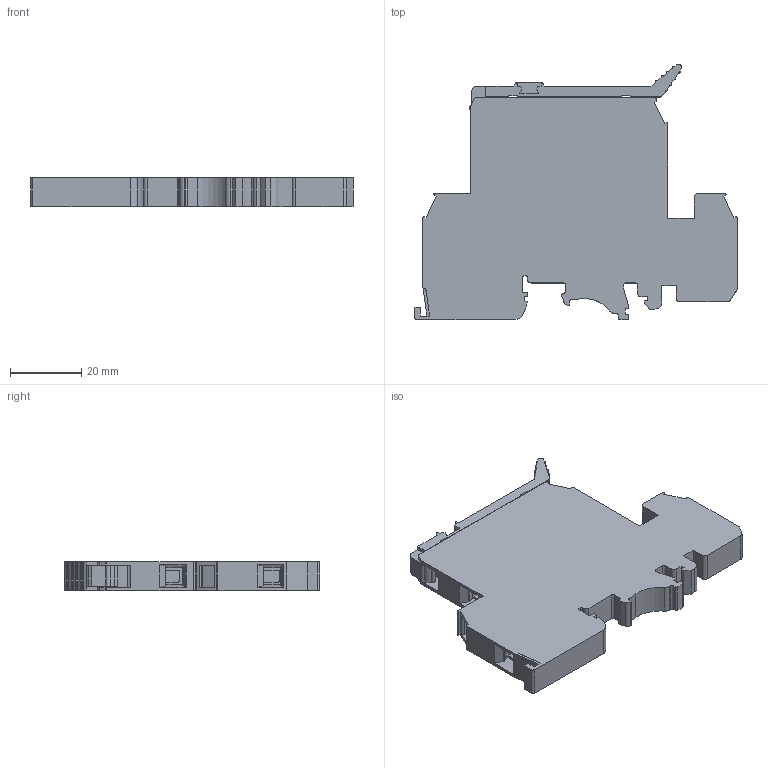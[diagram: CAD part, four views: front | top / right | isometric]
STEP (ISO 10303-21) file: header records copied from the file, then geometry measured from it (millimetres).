
FILE_DESCRIPTION(/* description */ ('Unknown'),/* implementation_level */ '2;1');
FILE_NAME(/* name */ 'BKND-520-LN380',/* time_stamp */ '2024-11-14T14:35:08-03:00',/* author */ ('Unknown'),/* organization */ ('Unknown'),/* preprocessor_version */ 'ST-DEVELOPER v16.7',/* originating_system */ 'Solid Edge',/* authorisation */ 'Unknown');
FILE_SCHEMA (('AUTOMOTIVE_DESIGN {1 0 10303 214 3 1 1}'));
Length unit declared in the file: millimetre
Products named in the file (1): BKND-520-LN380
Bounding box: 90.3 x 71.64 x 8.15 mm (x, y, z)
Volume: 32634.4 mm3; surface area: 14704.6 mm2
Topology: 1 solids, 1 shells, 468 faces, 1321 edges, 876 vertices
Faces by surface type: plane 343, cylinder 108, torus 8, bspline 5, cone 4
Full cylindrical faces by diameter (mm): 0.5 x4, 1.9 x2, 2.459 x1, 3.9 x4, 4.1 x2, 4.3 x1
Entity records: 18342 total; most frequent: CARTESIAN_POINT 2848, ORIENTED_EDGE 2596, DIRECTION 2443, EDGE_CURVE 1298, LINE 993, VECTOR 993, VERTEX_POINT 867, AXIS2_PLACEMENT_3D 725
